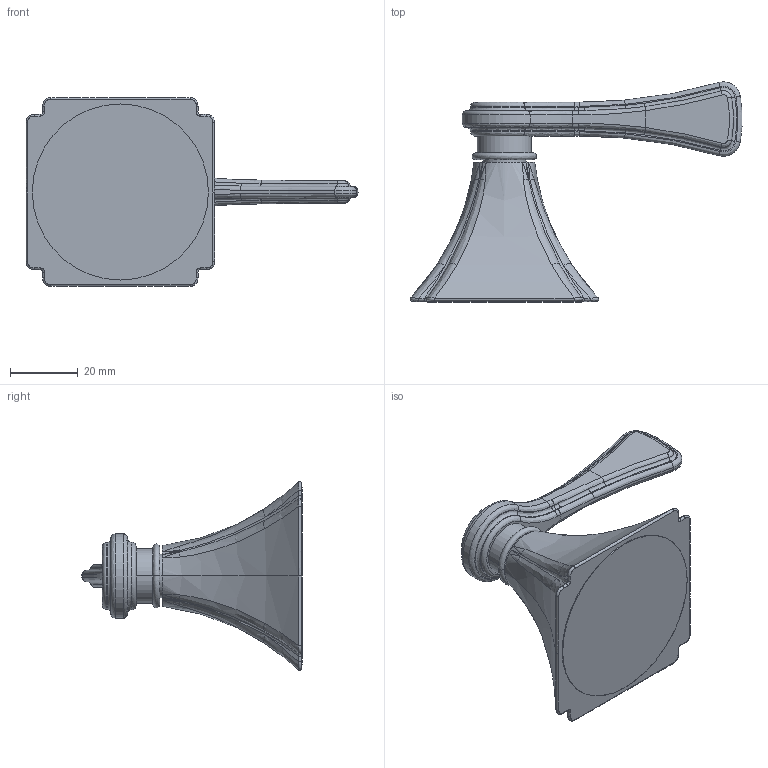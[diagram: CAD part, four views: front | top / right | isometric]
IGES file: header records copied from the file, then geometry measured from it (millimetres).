
Start section:  PTC IGES file: 11979.igs
Global section: file name: 11979.igs; native system: Creo Parametric by PTC Inc.; preprocessor: 2018400; author: jinson.thomas; organization: Unknown; date: 20210104.145032; units: inch
Bounding box: 98.2 x 65.08 x 55.81 mm (x, y, z)
Volume: 55644.6 mm3; surface area: 14923.8 mm2
Topology: 1 solids, 2 shells, 202 faces, 458 edges, 264 vertices
Faces by surface type: bspline 140, revolution 62
